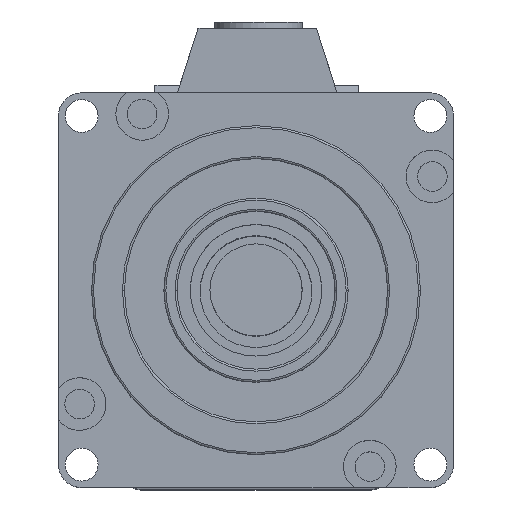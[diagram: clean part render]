
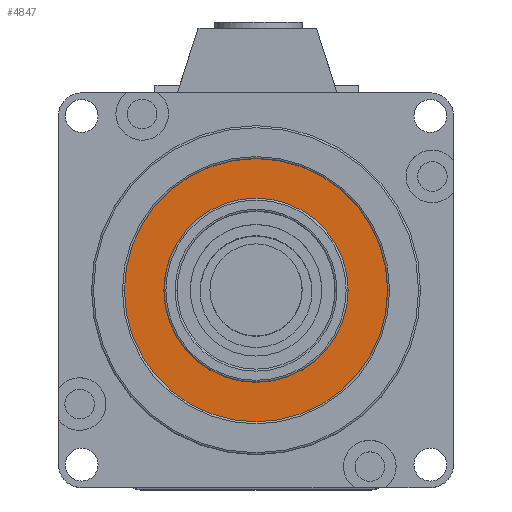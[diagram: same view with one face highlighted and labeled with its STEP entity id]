
A CAD part, top view. The second image highlights one B-rep face of the part: STEP entity #4847.
In plain terms, the highlighted planar face has unit normal (0, 0, 1).
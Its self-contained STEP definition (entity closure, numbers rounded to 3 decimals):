
#394 = PLANE ( 'NONE',  #1824 ) ;
#1320 = CIRCLE ( 'NONE', #4741, 20. ) ;
#1356 = DIRECTION ( 'NONE',  ( 0., 0., 1. ) ) ;
#1534 = CARTESIAN_POINT ( 'NONE',  ( 30., 30., 0. ) ) ;
#1671 = FACE_OUTER_BOUND ( 'NONE', #10191, .T. ) ;
#1809 = CARTESIAN_POINT ( 'NONE',  ( 50., 30., 0. ) ) ;
#1824 = AXIS2_PLACEMENT_3D ( 'NONE', #7671, #3637, #5737 ) ;
#2982 = DIRECTION ( 'NONE',  ( 0., 0., 1. ) ) ;
#3043 = VERTEX_POINT ( 'NONE', #4113 ) ;
#3636 = DIRECTION ( 'NONE',  ( 1., 0., 0. ) ) ;
#3637 = DIRECTION ( 'NONE',  ( 0., 0., -1. ) ) ;
#4113 = CARTESIAN_POINT ( 'NONE',  ( 44., 30., 0. ) ) ;
#4166 = DIRECTION ( 'NONE',  ( -1., 0., 0. ) ) ;
#4512 = DIRECTION ( 'NONE',  ( 0., 0., 1. ) ) ;
#4741 = AXIS2_PLACEMENT_3D ( 'NONE', #7311, #4512, #5461 ) ;
#4847 = ADVANCED_FACE ( 'NONE', ( #1671, #11593 ), #394, .F. ) ;
#4893 = CIRCLE ( 'NONE', #8023, 14. ) ;
#5461 = DIRECTION ( 'NONE',  ( 1., 0., 0. ) ) ;
#5661 = CIRCLE ( 'NONE', #6115, 14. ) ;
#5737 = DIRECTION ( 'NONE',  ( -1., 0., 0. ) ) ;
#6115 = AXIS2_PLACEMENT_3D ( 'NONE', #10393, #2982, #4166 ) ;
#6195 = EDGE_CURVE ( 'NONE', #6685, #11027, #12248, .T. ) ;
#6685 = VERTEX_POINT ( 'NONE', #12612 ) ;
#7013 = EDGE_CURVE ( 'NONE', #3043, #7759, #4893, .T. ) ;
#7106 = EDGE_LOOP ( 'NONE', ( #7827, #7122 ) ) ;
#7122 = ORIENTED_EDGE ( 'NONE', *, *, #7013, .F. ) ;
#7311 = CARTESIAN_POINT ( 'NONE',  ( 30., 30., 0. ) ) ;
#7470 = DIRECTION ( 'NONE',  ( -1., 0., 0. ) ) ;
#7671 = CARTESIAN_POINT ( 'NONE',  ( 3.5, 56.5, 0. ) ) ;
#7759 = VERTEX_POINT ( 'NONE', #8447 ) ;
#7827 = ORIENTED_EDGE ( 'NONE', *, *, #13246, .F. ) ;
#8023 = AXIS2_PLACEMENT_3D ( 'NONE', #11721, #8642, #7470 ) ;
#8214 = ORIENTED_EDGE ( 'NONE', *, *, #6195, .T. ) ;
#8447 = CARTESIAN_POINT ( 'NONE',  ( 16., 30., 0. ) ) ;
#8642 = DIRECTION ( 'NONE',  ( 0., 0., 1. ) ) ;
#9583 = AXIS2_PLACEMENT_3D ( 'NONE', #1534, #1356, #3636 ) ;
#9690 = ORIENTED_EDGE ( 'NONE', *, *, #10602, .T. ) ;
#10191 = EDGE_LOOP ( 'NONE', ( #8214, #9690 ) ) ;
#10393 = CARTESIAN_POINT ( 'NONE',  ( 30., 30., 0. ) ) ;
#10602 = EDGE_CURVE ( 'NONE', #11027, #6685, #1320, .T. ) ;
#11027 = VERTEX_POINT ( 'NONE', #1809 ) ;
#11593 = FACE_BOUND ( 'NONE', #7106, .T. ) ;
#11721 = CARTESIAN_POINT ( 'NONE',  ( 30., 30., 0. ) ) ;
#12248 = CIRCLE ( 'NONE', #9583, 20. ) ;
#12612 = CARTESIAN_POINT ( 'NONE',  ( 10., 30., 0. ) ) ;
#13246 = EDGE_CURVE ( 'NONE', #7759, #3043, #5661, .T. ) ;
